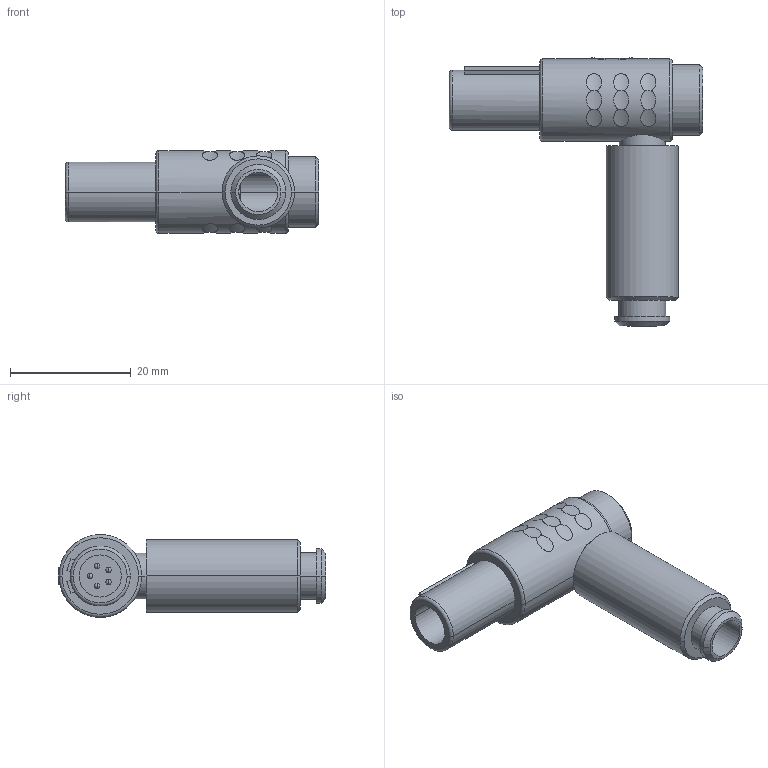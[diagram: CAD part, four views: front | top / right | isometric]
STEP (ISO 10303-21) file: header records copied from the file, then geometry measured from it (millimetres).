
FILE_DESCRIPTION((''),'2;1');
FILE_NAME('W21MA_-P05M','2023-09-12T07:29:02',('RTrager'),(''),'CREO PARAMETRIC BY PTC INC, 2022014','CREO PARAMETRIC BY PTC INC, 2022014','');
FILE_SCHEMA(('AUTOMOTIVE_DESIGN { 1 0 10303 214 1 1 1 1 }'));
Length unit declared in the file: millimetre
Products named in the file (1): W21MA_-P05M
Bounding box: 42 x 44.45 x 13.7 mm (x, y, z)
Volume: 6014.2 mm3; surface area: 4522.6 mm2
Topology: 1 solids, 1 shells, 180 faces, 447 edges, 279 vertices
Faces by surface type: cylinder 84, plane 62, torus 11, sphere 10, bspline 7, cone 6
Entity records: 9694 total; most frequent: CARTESIAN_POINT 1995, DIRECTION 915, ORIENTED_EDGE 874, EDGE_CURVE 437, PROPERTY_DEFINITION 409, REPRESENTATION 408, PROPERTY_DEFINITION_REPRESENTATION 408, AXIS2_PLACEMENT_3D 363
